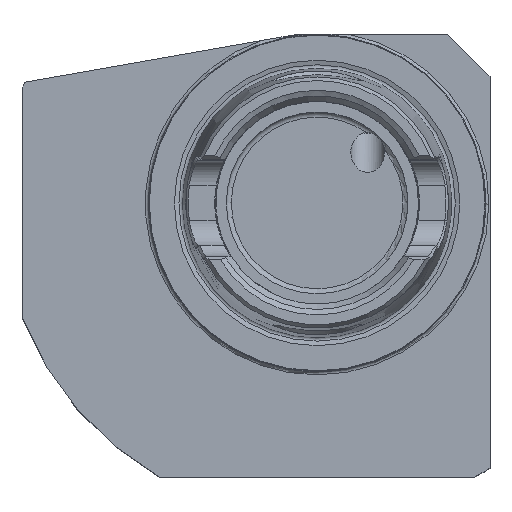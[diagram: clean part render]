
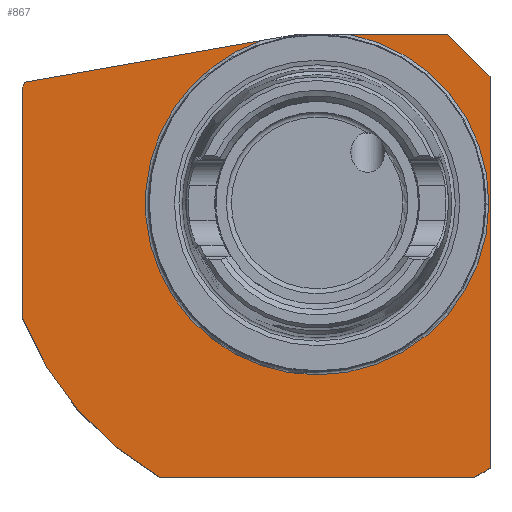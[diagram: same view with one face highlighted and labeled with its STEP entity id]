
A CAD part, top view. The second image highlights one B-rep face of the part: STEP entity #867.
In plain terms, the highlighted planar face has unit normal (0, 0, 1).
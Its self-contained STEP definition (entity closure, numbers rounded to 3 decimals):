
#717=CIRCLE('',#4570,75.);
#718=CIRCLE('',#4572,40.735);
#719=CIRCLE('',#4573,75.);
#720=CIRCLE('',#4574,75.);
#867=ADVANCED_FACE('',(#1249),#1146,.T.);
#1146=PLANE('',#4575);
#1249=FACE_OUTER_BOUND('',#1451,.T.);
#1451=EDGE_LOOP('',(#1835,#1836,#1837,#1838,#1839,#1840,#1841,#1842,#1843,
#1844));
#1835=ORIENTED_EDGE('',*,*,#3545,.F.);
#1836=ORIENTED_EDGE('',*,*,#3546,.T.);
#1837=ORIENTED_EDGE('',*,*,#3547,.T.);
#1838=ORIENTED_EDGE('',*,*,#3548,.F.);
#1839=ORIENTED_EDGE('',*,*,#3549,.T.);
#1840=ORIENTED_EDGE('',*,*,#3542,.T.);
#1841=ORIENTED_EDGE('',*,*,#3550,.T.);
#1842=ORIENTED_EDGE('',*,*,#3551,.T.);
#1843=ORIENTED_EDGE('',*,*,#3552,.F.);
#1844=ORIENTED_EDGE('',*,*,#3553,.T.);
#3103=VERTEX_POINT('',#5963);
#3104=VERTEX_POINT('',#5964);
#3105=VERTEX_POINT('',#5969);
#3106=VERTEX_POINT('',#5970);
#3107=VERTEX_POINT('',#5972);
#3108=VERTEX_POINT('',#5974);
#3109=VERTEX_POINT('',#5976);
#3110=VERTEX_POINT('',#5979);
#3111=VERTEX_POINT('',#5981);
#3112=VERTEX_POINT('',#5983);
#3542=EDGE_CURVE('',#3103,#3104,#717,.T.);
#3545=EDGE_CURVE('',#3105,#3106,#4176,.T.);
#3546=EDGE_CURVE('',#3105,#3107,#4177,.T.);
#3547=EDGE_CURVE('',#3107,#3108,#4178,.T.);
#3548=EDGE_CURVE('',#3109,#3108,#718,.T.);
#3549=EDGE_CURVE('',#3109,#3103,#4179,.T.);
#3550=EDGE_CURVE('',#3104,#3110,#4180,.T.);
#3551=EDGE_CURVE('',#3110,#3111,#719,.T.);
#3552=EDGE_CURVE('',#3112,#3111,#4181,.T.);
#3553=EDGE_CURVE('',#3112,#3106,#720,.T.);
#4176=LINE('',#5968,#4364);
#4177=LINE('',#5971,#4365);
#4178=LINE('',#5973,#4366);
#4179=LINE('',#5977,#4367);
#4180=LINE('',#5978,#4368);
#4181=LINE('',#5982,#4369);
#4364=VECTOR('',#4993,1.);
#4365=VECTOR('',#4994,1.);
#4366=VECTOR('',#4995,1.);
#4367=VECTOR('',#4998,1.);
#4368=VECTOR('',#4999,1.);
#4369=VECTOR('',#5002,1.);
#4570=AXIS2_PLACEMENT_3D('',#5962,#4987,#4988);
#4572=AXIS2_PLACEMENT_3D('',#5975,#4996,#4997);
#4573=AXIS2_PLACEMENT_3D('',#5980,#5000,#5001);
#4574=AXIS2_PLACEMENT_3D('',#5984,#5003,#5004);
#4575=AXIS2_PLACEMENT_3D('',#5985,#5005,#5006);
#4987=DIRECTION('',(0.,0.,1.));
#4988=DIRECTION('',(0.,-1.,0.));
#4993=DIRECTION('',(0.,-1.,0.));
#4994=DIRECTION('',(-0.707,0.707,0.));
#4995=DIRECTION('',(-1.,0.,0.));
#4996=DIRECTION('',(0.,0.,1.));
#4997=DIRECTION('',(0.,-1.,0.));
#4998=DIRECTION('',(-0.985,-0.174,0.));
#4999=DIRECTION('',(0.,-1.,0.));
#5000=DIRECTION('',(0.,0.,1.));
#5001=DIRECTION('',(0.,-1.,0.));
#5002=DIRECTION('',(-1.,0.,0.));
#5003=DIRECTION('',(0.,0.,1.));
#5004=DIRECTION('',(0.,-1.,0.));
#5005=DIRECTION('',(0.,0.,1.));
#5006=DIRECTION('',(0.,-1.,0.));
#5962=CARTESIAN_POINT('',(0.,0.,-22.76));
#5963=CARTESIAN_POINT('',(-69.308,28.661,-22.76));
#5964=CARTESIAN_POINT('',(-70.,26.926,-22.76));
#5968=CARTESIAN_POINT('',(41.,0.,-22.76));
#5969=CARTESIAN_POINT('',(41.,30.,-22.76));
#5970=CARTESIAN_POINT('',(41.,-62.801,-22.76));
#5971=CARTESIAN_POINT('',(55.868,15.133,-22.76));
#5972=CARTESIAN_POINT('',(31.,40.,-22.76));
#5973=CARTESIAN_POINT('',(40.735,40.,-22.76));
#5974=CARTESIAN_POINT('',(7.703,40.,-22.76));
#5975=CARTESIAN_POINT('',(0.,0.,-22.76));
#5976=CARTESIAN_POINT('',(-13.096,38.572,-22.76));
#5977=CARTESIAN_POINT('',(32.516,46.615,-22.76));
#5978=CARTESIAN_POINT('',(-70.,0.,-22.76));
#5979=CARTESIAN_POINT('',(-70.,-26.926,-22.76));
#5980=CARTESIAN_POINT('',(0.,0.,-22.76));
#5981=CARTESIAN_POINT('',(-37.417,-65.,-22.76));
#5982=CARTESIAN_POINT('',(40.735,-65.,-22.76));
#5983=CARTESIAN_POINT('',(37.417,-65.,-22.76));
#5984=CARTESIAN_POINT('',(0.,0.,-22.76));
#5985=CARTESIAN_POINT('',(40.735,0.,-22.76));
